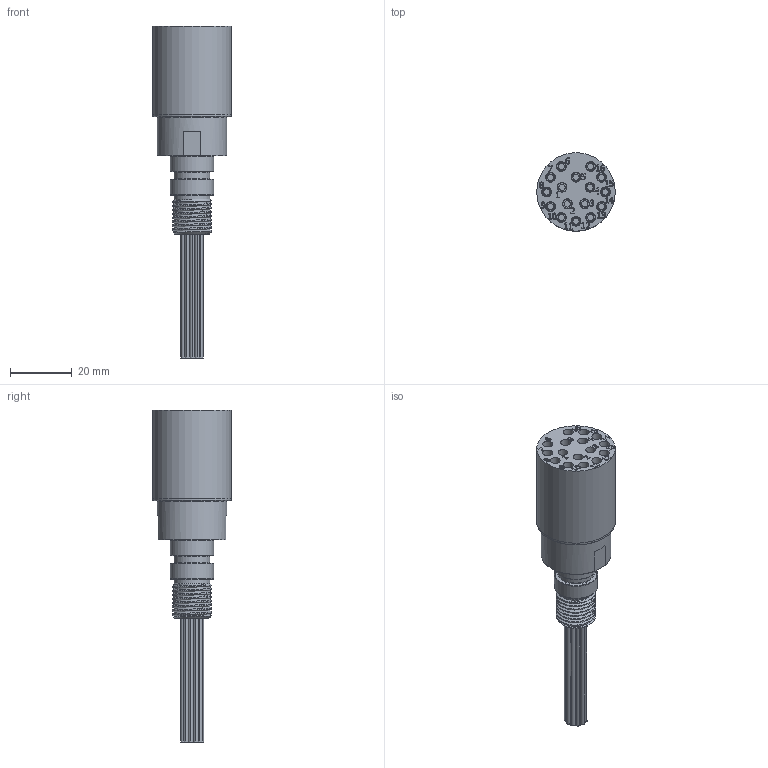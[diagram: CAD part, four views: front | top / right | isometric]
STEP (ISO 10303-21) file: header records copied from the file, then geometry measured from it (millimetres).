
FILE_DESCRIPTION(/* description */ (''),/* implementation_level */ '2;1');
FILE_NAME(/* name */ 'MCBH16F 2 O-ring 22mm Hex.stp',/* time_stamp */ '2014-11-26T15:50:59+01:00',/* author */ ('sh'),/* organization */ (''),/* preprocessor_version */ 'ST-DEVELOPER v15.2',/* originating_system */ 'Autodesk Inventor 2014',/* authorisation */ '');
FILE_SCHEMA (('AUTOMOTIVE_DESIGN { 1 0 10303 214 3 1 1 }'));
Length unit declared in the file: inch
Products named in the file (1): MCBH16F 2 O-ring 22mm Hex
Bounding box: 25.4 x 25.4 x 107.47 mm (x, y, z)
Volume: 24948.7 mm3; surface area: 21076.1 mm2
Topology: 64 solids, 64 shells, 1508 faces, 3689 edges, 2398 vertices
Faces by surface type: plane 708, cylinder 247, torus 225, bspline 185, cone 143
Full cylindrical faces by diameter (mm): 1.321 x17, 1.499 x7, 2.032 x17, 2.037 x17, 2.057 x17, 2.743 x34, 2.794 x17, 3.175 x86, 7.671 x1, 11.024 x1, 11.1 x1, 11.379 x1, 11.506 x1, 12.852 x2, 13.975 x2, 15.596 x1, 19.05 x1, 20.422 x1, 22.606 x1, 25.349 x1, 25.4 x1
Entity records: 43798 total; most frequent: CARTESIAN_POINT 11184, DIRECTION 6347, ORIENTED_EDGE 6122, EDGE_CURVE 3061, AXIS2_PLACEMENT_3D 2475, VERTEX_POINT 2227, EDGE_LOOP 2090, ADVANCED_FACE 1508
